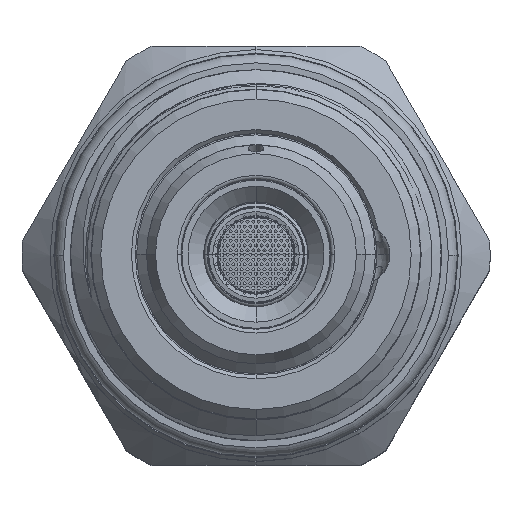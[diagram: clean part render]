
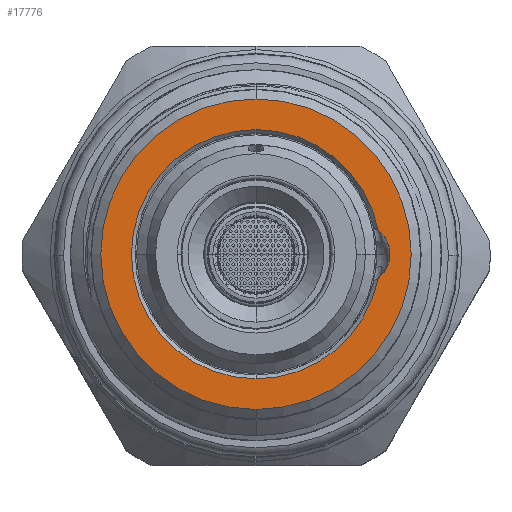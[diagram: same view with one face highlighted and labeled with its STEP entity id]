
A CAD part, top view. The second image highlights one B-rep face of the part: STEP entity #17776.
In plain terms, the highlighted planar face has unit normal (0, 0, 1).
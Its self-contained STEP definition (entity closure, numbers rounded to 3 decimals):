
#2946 = DIRECTION ( 'NONE',  ( 0., 0., -1. ) ) ;
#3785 = DIRECTION ( 'NONE',  ( 0., 0., -1. ) ) ;
#6474 = AXIS2_PLACEMENT_3D ( 'NONE', #9422, #42016, #18567 ) ;
#8055 = CARTESIAN_POINT ( 'NONE',  ( 0., 6.6, 45.25 ) ) ;
#8448 = CARTESIAN_POINT ( 'NONE',  ( 0., -6.6, 45.25 ) ) ;
#8872 = CARTESIAN_POINT ( 'NONE',  ( 0., -8.225, 45.25 ) ) ;
#9009 = VERTEX_POINT ( 'NONE', #8055 ) ;
#9422 = CARTESIAN_POINT ( 'NONE',  ( 0., 0., 45.25 ) ) ;
#10175 = CIRCLE ( 'NONE', #49493, 6.6 ) ;
#10976 = CARTESIAN_POINT ( 'NONE',  ( 0., 0., 45.25 ) ) ;
#13626 = EDGE_CURVE ( 'NONE', #49701, #33109, #33253, .T. ) ;
#15054 = ORIENTED_EDGE ( 'NONE', *, *, #22493, .T. ) ;
#17241 = DIRECTION ( 'NONE',  ( 0., 0., 1. ) ) ;
#17776 = ADVANCED_FACE ( 'NONE', ( #38137, #41730 ), #43788, .F. ) ;
#18567 = DIRECTION ( 'NONE',  ( 0., -1., 0. ) ) ;
#20506 = ORIENTED_EDGE ( 'NONE', *, *, #13626, .T. ) ;
#20707 = DIRECTION ( 'NONE',  ( 0., -1., 0. ) ) ;
#20723 = EDGE_CURVE ( 'NONE', #38594, #9009, #10175, .T. ) ;
#21232 = AXIS2_PLACEMENT_3D ( 'NONE', #47919, #2946, #40202 ) ;
#22493 = EDGE_CURVE ( 'NONE', #9009, #30441, #31112, .T. ) ;
#24357 = CIRCLE ( 'NONE', #38753, 8.225 ) ;
#24643 = ORIENTED_EDGE ( 'NONE', *, *, #49283, .T. ) ;
#24782 = DIRECTION ( 'NONE',  ( 0., 0., -1. ) ) ;
#27404 = EDGE_CURVE ( 'NONE', #30441, #39912, #44772, .T. ) ;
#30441 = VERTEX_POINT ( 'NONE', #42359 ) ;
#30994 = DIRECTION ( 'NONE',  ( 0., -1., 0. ) ) ;
#31112 = CIRCLE ( 'NONE', #6474, 6.6 ) ;
#31520 = CARTESIAN_POINT ( 'NONE',  ( 5.5, 0., 45.25 ) ) ;
#33109 = VERTEX_POINT ( 'NONE', #38775 ) ;
#33253 = CIRCLE ( 'NONE', #56135, 8.225 ) ;
#33600 = DIRECTION ( 'NONE',  ( 0., 0., 1. ) ) ;
#35927 = EDGE_LOOP ( 'NONE', ( #45835, #55606, #15054, #42162 ) ) ;
#38137 = FACE_BOUND ( 'NONE', #35927, .T. ) ;
#38260 = DIRECTION ( 'NONE',  ( 0., -1., 0. ) ) ;
#38332 = CIRCLE ( 'NONE', #21232, 6.6 ) ;
#38594 = VERTEX_POINT ( 'NONE', #8448 ) ;
#38753 = AXIS2_PLACEMENT_3D ( 'NONE', #51843, #33600, #38260 ) ;
#38775 = CARTESIAN_POINT ( 'NONE',  ( 0., 8.225, 45.25 ) ) ;
#39912 = VERTEX_POINT ( 'NONE', #57586 ) ;
#40189 = CARTESIAN_POINT ( 'NONE',  ( 0., 0., 45.25 ) ) ;
#40202 = DIRECTION ( 'NONE',  ( 0., -1., 0. ) ) ;
#41730 = FACE_OUTER_BOUND ( 'NONE', #47614, .T. ) ;
#41867 = AXIS2_PLACEMENT_3D ( 'NONE', #31520, #3785, #58479 ) ;
#41974 = EDGE_CURVE ( 'NONE', #39912, #38594, #38332, .T. ) ;
#42016 = DIRECTION ( 'NONE',  ( 0., 0., -1. ) ) ;
#42162 = ORIENTED_EDGE ( 'NONE', *, *, #27404, .T. ) ;
#42359 = CARTESIAN_POINT ( 'NONE',  ( 6.477, 1.267, 45.25 ) ) ;
#43788 = PLANE ( 'NONE',  #56085 ) ;
#44772 = CIRCLE ( 'NONE', #41867, 1.6 ) ;
#45835 = ORIENTED_EDGE ( 'NONE', *, *, #41974, .T. ) ;
#47614 = EDGE_LOOP ( 'NONE', ( #20506, #24643 ) ) ;
#47919 = CARTESIAN_POINT ( 'NONE',  ( 0., 0., 45.25 ) ) ;
#49283 = EDGE_CURVE ( 'NONE', #33109, #49701, #24357, .T. ) ;
#49493 = AXIS2_PLACEMENT_3D ( 'NONE', #40189, #49498, #54191 ) ;
#49498 = DIRECTION ( 'NONE',  ( 0., 0., -1. ) ) ;
#49701 = VERTEX_POINT ( 'NONE', #8872 ) ;
#51843 = CARTESIAN_POINT ( 'NONE',  ( 0., 0., 45.25 ) ) ;
#54191 = DIRECTION ( 'NONE',  ( 0., -1., 0. ) ) ;
#55606 = ORIENTED_EDGE ( 'NONE', *, *, #20723, .T. ) ;
#56085 = AXIS2_PLACEMENT_3D ( 'NONE', #10976, #24782, #20707 ) ;
#56135 = AXIS2_PLACEMENT_3D ( 'NONE', #58556, #17241, #30994 ) ;
#57586 = CARTESIAN_POINT ( 'NONE',  ( 6.477, -1.267, 45.25 ) ) ;
#58479 = DIRECTION ( 'NONE',  ( -1., 0., 0. ) ) ;
#58556 = CARTESIAN_POINT ( 'NONE',  ( 0., 0., 45.25 ) ) ;
